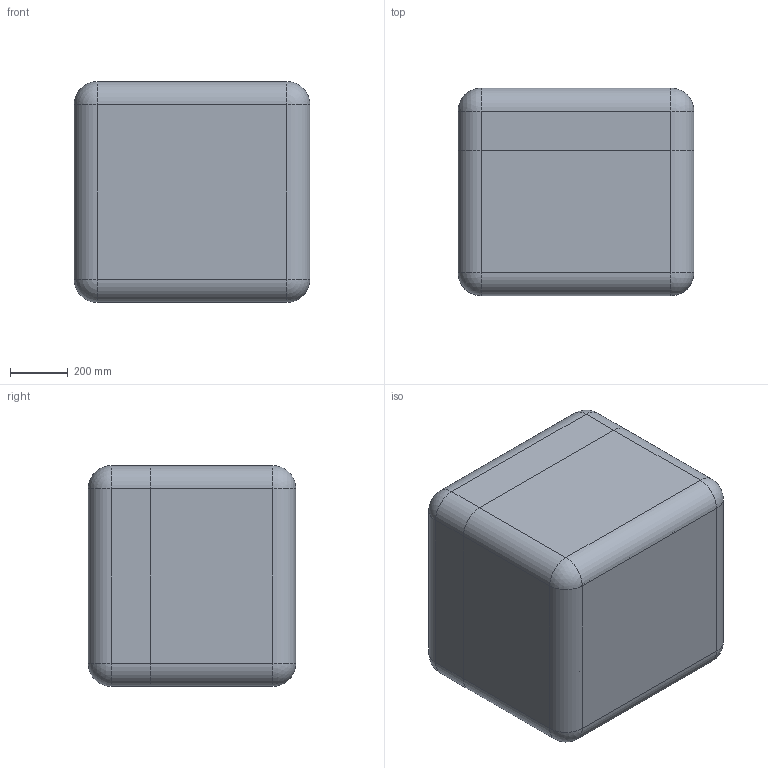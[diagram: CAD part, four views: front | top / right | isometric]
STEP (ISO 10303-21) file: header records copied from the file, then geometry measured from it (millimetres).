
FILE_DESCRIPTION (( 'STEP AP214' ), '1' );
FILE_NAME ('Êîíòåéíåð ÀÄÌÈÐÀË®ÏÐÎÔÅÑÑÈÎÍÀËÜÍÛÅ 117_óïðîùåííàÿ 3D-ìîäåëü.STEP', '2025-08-27T09:51:20', ( '' ), ( '' ), 'SwSTEP 2.0', 'SolidWorks 2021', '' );
FILE_SCHEMA (( 'AUTOMOTIVE_DESIGN' ));
Length unit declared in the file: millimetre
Products named in the file (3): Êîíòåéíåð ÀÄÌÈÐÀË®ÏÐÎÔÅÑÑÈÎÍÀËÜÍÛÅ 117_óïðîùåííàÿ 3D-ìîäåëü; Lid 109-1; Base 116-1
Assembly tree (2 placements, depth 2):
  Êîíòåéíåð ÀÄÌÈÐÀË®ÏÐÎÔÅÑÑÈÎÍÀËÜÍÛÅ 117_óïðîùåííàÿ 3D-ìîäåëü
    Base 116-1
    Lid 109-1
Bounding box: 819.73 x 721.04 x 767.23 mm (x, y, z)
Volume: 155405111.5 mm3; surface area: 7309639.5 mm2
Topology: 2 solids, 2 shells, 1496 faces, 3750 edges, 2184 vertices
Faces by surface type: cylinder 606, plane 314, bspline 312, torus 204, sphere 32, cone 28
Entity records: 73878 total; most frequent: CARTESIAN_POINT 40801, ORIENTED_EDGE 7308, DIRECTION 6664, EDGE_CURVE 3654, AXIS2_PLACEMENT_3D 2625, VERTEX_POINT 2176, EDGE_LOOP 1510, ADVANCED_FACE 1488
